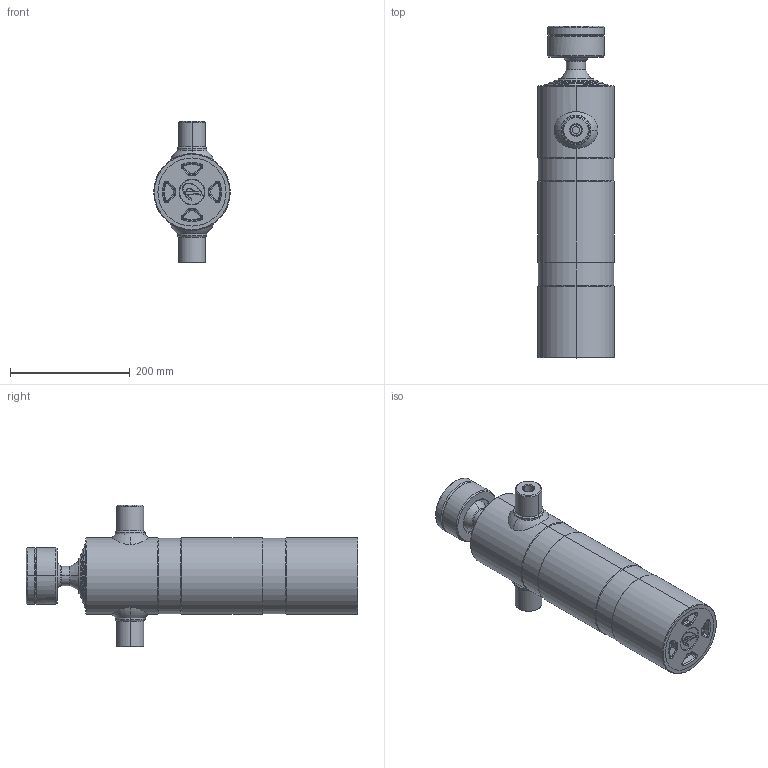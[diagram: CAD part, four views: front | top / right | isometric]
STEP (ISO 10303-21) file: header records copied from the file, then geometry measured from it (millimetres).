
FILE_DESCRIPTION (( 'STEP AP203' ), '1' );
FILE_NAME ('447.BGHRZ.STEP', '2021-06-28T12:59:27', ( '' ), ( '' ), 'SwSTEP 2.0', 'SolidWorks 2019', '' );
FILE_SCHEMA (( 'CONFIG_CONTROL_DESIGN' ));
Length unit declared in the file: millimetre
Products named in the file (1): 447.BGHRZ
Bounding box: 128 x 555 x 237 mm (x, y, z)
Surface area: 694993.5 mm2 (no closed solid volume)
Topology: 0 solids, 17 shells, 281 faces, 718 edges, 445 vertices
Faces by surface type: cylinder 81, cone 79, torus 77, plane 34, bspline 8, sphere 2
Entity records: 10251 total; most frequent: CARTESIAN_POINT 3339, DIRECTION 1619, ORIENTED_EDGE 1267, EDGE_CURVE 713, AXIS2_PLACEMENT_3D 696, VERTEX_POINT 442, CIRCLE 422, EDGE_LOOP 297
